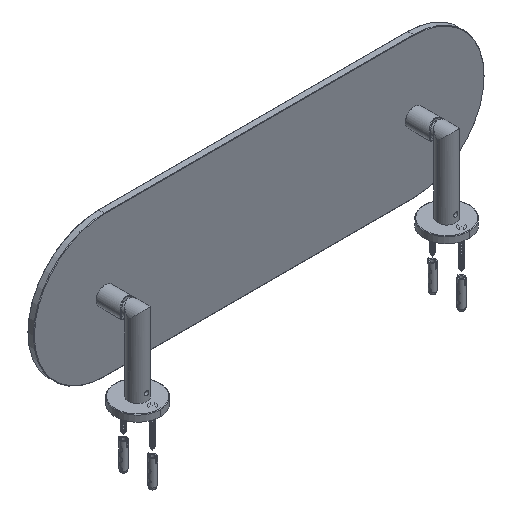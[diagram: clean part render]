
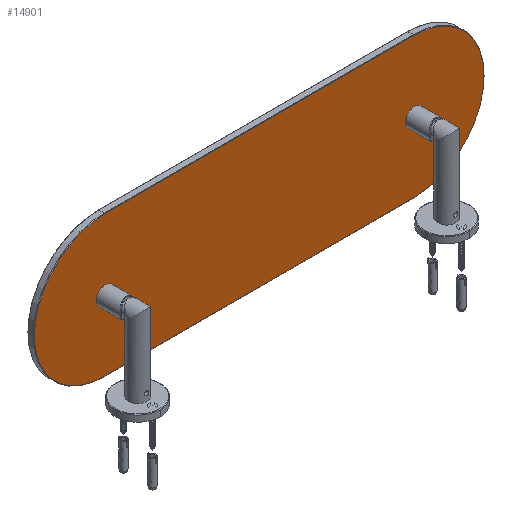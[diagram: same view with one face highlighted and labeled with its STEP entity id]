
A CAD part, isometric view. The second image highlights one B-rep face of the part: STEP entity #14901.
In plain terms, the highlighted planar face has unit normal (0, -1, 0).
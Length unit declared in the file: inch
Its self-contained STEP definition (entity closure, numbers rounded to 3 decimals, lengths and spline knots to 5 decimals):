
#14562=DIRECTION('',(-1.,0.,0.));
#14563=VECTOR('',#14562,12.);
#14564=CARTESIAN_POINT('',(6.,-0.125,
2.73));
#14565=LINE('',#14564,#14563);
#14566=CARTESIAN_POINT('',(6.,-0.125,0.));
#14567=DIRECTION('',(0.,-1.,0.));
#14568=DIRECTION('',(0.,0.,-1.));
#14569=AXIS2_PLACEMENT_3D('',#14566,#14567,#14568);
#14571=DIRECTION('',(1.,0.,0.));
#14572=VECTOR('',#14571,12.);
#14573=CARTESIAN_POINT('',(-6.,-0.125,
-2.73));
#14574=LINE('',#14573,#14572);
#14575=CARTESIAN_POINT('',(-6.,-0.125,0.));
#14576=DIRECTION('',(0.,-1.,0.));
#14577=DIRECTION('',(0.,0.,1.));
#14578=AXIS2_PLACEMENT_3D('',#14575,#14576,#14577);
#14580=CARTESIAN_POINT('',(-6.,-0.12499,0.));
#14581=DIRECTION('',(0.,1.,0.));
#14582=DIRECTION('',(-1.,0.,0.));
#14583=AXIS2_PLACEMENT_3D('',#14580,#14581,#14582);
#14585=CARTESIAN_POINT('',(-6.,-0.12499,0.));
#14586=DIRECTION('',(0.,1.,0.));
#14587=DIRECTION('',(1.,0.,0.));
#14588=AXIS2_PLACEMENT_3D('',#14585,#14586,#14587);
#14590=CARTESIAN_POINT('',(6.,-0.12499,0.));
#14591=DIRECTION('',(0.,1.,0.));
#14592=DIRECTION('',(-1.,0.,0.));
#14593=AXIS2_PLACEMENT_3D('',#14590,#14591,#14592);
#14595=CARTESIAN_POINT('',(6.,-0.12499,0.));
#14596=DIRECTION('',(0.,1.,0.));
#14597=DIRECTION('',(1.,0.,0.));
#14598=AXIS2_PLACEMENT_3D('',#14595,#14596,#14597);
#14826=CARTESIAN_POINT('',(6.,-0.125,
2.73));
#14827=CARTESIAN_POINT('',(-6.,-0.125,
2.73));
#14828=VERTEX_POINT('',#14826);
#14829=VERTEX_POINT('',#14827);
#14834=CARTESIAN_POINT('',(-6.,-0.125,-2.73));
#14835=VERTEX_POINT('',#14834);
#14838=CARTESIAN_POINT('',(6.,-0.125,
-2.73));
#14839=VERTEX_POINT('',#14838);
#14850=CARTESIAN_POINT('',(-6.1765,-0.12499,0.));
#14851=CARTESIAN_POINT('',(-5.8235,-0.12499,0.));
#14852=VERTEX_POINT('',#14850);
#14853=VERTEX_POINT('',#14851);
#14858=CARTESIAN_POINT('',(5.8235,-0.12499,0.));
#14859=CARTESIAN_POINT('',(6.1765,-0.12499,0.));
#14860=VERTEX_POINT('',#14858);
#14861=VERTEX_POINT('',#14859);
#14874=CARTESIAN_POINT('',(0.,-0.125,0.));
#14875=DIRECTION('',(0.,1.,0.));
#14876=DIRECTION('',(1.,0.,0.));
#14877=AXIS2_PLACEMENT_3D('',#14874,#14875,#14876);
#14878=PLANE('',#14877);
#14880=ORIENTED_EDGE('',*,*,#14879,.F.);
#14882=ORIENTED_EDGE('',*,*,#14881,.F.);
#14884=ORIENTED_EDGE('',*,*,#14883,.F.);
#14886=ORIENTED_EDGE('',*,*,#14885,.F.);
#14887=EDGE_LOOP('',(#14880,#14882,#14884,#14886));
#14888=FACE_OUTER_BOUND('',#14887,.F.);
#14890=ORIENTED_EDGE('',*,*,#14889,.F.);
#14892=ORIENTED_EDGE('',*,*,#14891,.F.);
#14893=EDGE_LOOP('',(#14890,#14892));
#14894=FACE_BOUND('',#14893,.F.);
#14896=ORIENTED_EDGE('',*,*,#14895,.F.);
#14898=ORIENTED_EDGE('',*,*,#14897,.F.);
#14899=EDGE_LOOP('',(#14896,#14898));
#14900=FACE_BOUND('',#14899,.F.);
#14901=ADVANCED_FACE('',(#14888,#14894,#14900),#14878,.F.);
#14570=CIRCLE('',#14569,2.73);
#14579=CIRCLE('',#14578,2.73);
#14584=CIRCLE('',#14583,0.1765);
#14589=CIRCLE('',#14588,0.1765);
#14594=CIRCLE('',#14593,0.1765);
#14599=CIRCLE('',#14598,0.1765);
#14879=EDGE_CURVE('',#14828,#14829,#14565,.T.);
#14881=EDGE_CURVE('',#14839,#14828,#14570,.T.);
#14883=EDGE_CURVE('',#14835,#14839,#14574,.T.);
#14885=EDGE_CURVE('',#14829,#14835,#14579,.T.);
#14889=EDGE_CURVE('',#14852,#14853,#14584,.T.);
#14891=EDGE_CURVE('',#14853,#14852,#14589,.T.);
#14895=EDGE_CURVE('',#14860,#14861,#14594,.T.);
#14897=EDGE_CURVE('',#14861,#14860,#14599,.T.);
